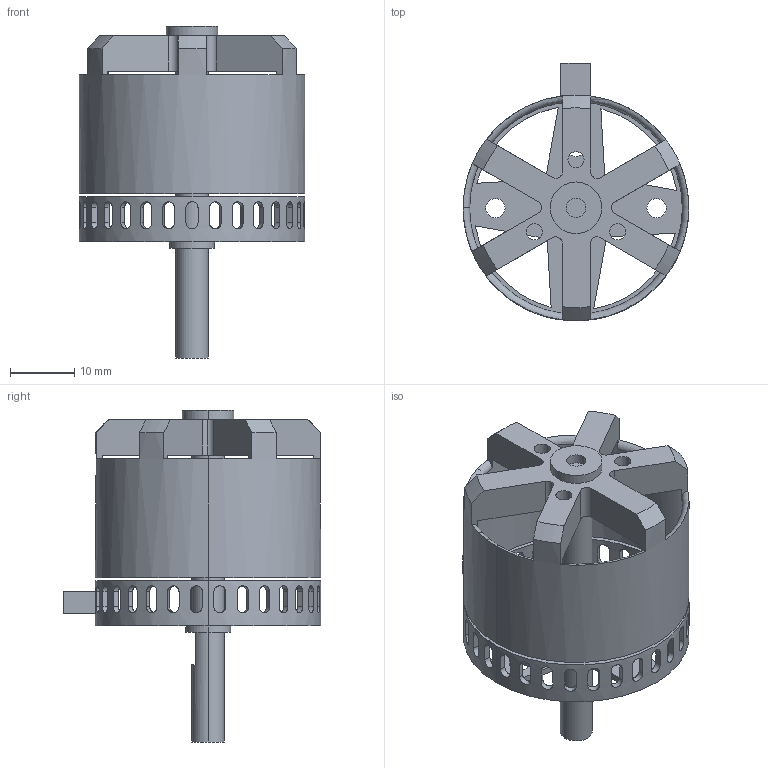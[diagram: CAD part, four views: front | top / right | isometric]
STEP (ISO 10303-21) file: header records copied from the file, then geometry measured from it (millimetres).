
FILE_DESCRIPTION (( 'STEP AP203' ), '1' );
FILE_NAME ('檄迻萇儂2216 (1).STEP', '2022-09-01T12:31:37', ( '' ), ( '' ), 'SwSTEP 2.0', 'SolidWorks 2021', '' );
FILE_SCHEMA (( 'CONFIG_CONTROL_DESIGN' ));
Length unit declared in the file: millimetre
Products named in the file (1): 檄迻萇儂2216 (1)
Bounding box: 35 x 40 x 51.5 mm (x, y, z)
Volume: 6125.1 mm3; surface area: 9467.6 mm2
Topology: 3 solids, 3 shells, 245 faces, 730 edges, 486 vertices
Faces by surface type: cylinder 133, plane 99, torus 7, cone 6
Entity records: 10012 total; most frequent: CARTESIAN_POINT 3454, ORIENTED_EDGE 1460, DIRECTION 1137, EDGE_CURVE 730, VERTEX_POINT 486, LINE 407, VECTOR 407, AXIS2_PLACEMENT_3D 365
